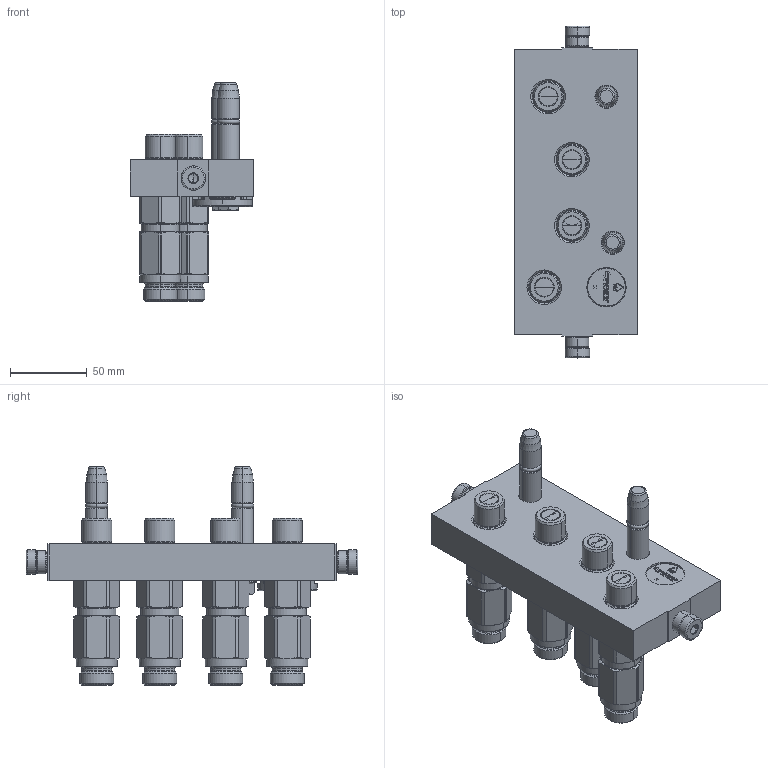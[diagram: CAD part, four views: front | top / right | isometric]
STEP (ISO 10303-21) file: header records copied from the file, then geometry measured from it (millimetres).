
FILE_DESCRIPTION (( 'STEP AP214' ), '1' );
FILE_NAME ('FASTER.step', '2023-08-04T16:17:23', ( '' ), ( '' ), 'SwSTEP 2.0', 'SolidWorks 2017', '' );
FILE_SCHEMA (( 'AUTOMOTIVE_DESIGN' ));
Length unit declared in the file: millimetre
Products named in the file (12): 4830_021_0000_000; et002; 4830_028_1000_002; TAPPO_12; 4830_010_0000_003; 4830_013_3000_020; 3ffnp38-2_22m; 1540_080_0008_000; or2_62x9_19_m; FASTER; PS06-1_M_BASE
Assembly tree (19 placements, depth 3):
  FASTER
    PS06-1_M_BASE
      4830_010_0000_003
      4830_021_0000_000  x2
      4830_013_3000_020  x2
      4830_028_1000_002  x2
      1540_080_0008_000  x2
      or2_62x9_19_m  x2
    3ffnp38-2_22m  x4
      3ffnp38-2_22m
    TAPPO_12
    et002
Bounding box: 80.3 x 216 x 142 mm (x, y, z)
Volume: 13415.8 mm3; surface area: 125533.8 mm2
Topology: 6 solids, 45 shells, 2257 faces, 5807 edges, 3709 vertices
Faces by surface type: plane 1321, cylinder 408, cone 354, torus 156, bspline 18
Entity records: 63313 total; most frequent: CARTESIAN_POINT 13762, ORIENTED_EDGE 9146, DIRECTION 8596, EDGE_CURVE 4600, VECTOR 3610, LINE 3610, VERTEX_POINT 2987, AXIS2_PLACEMENT_3D 2493
